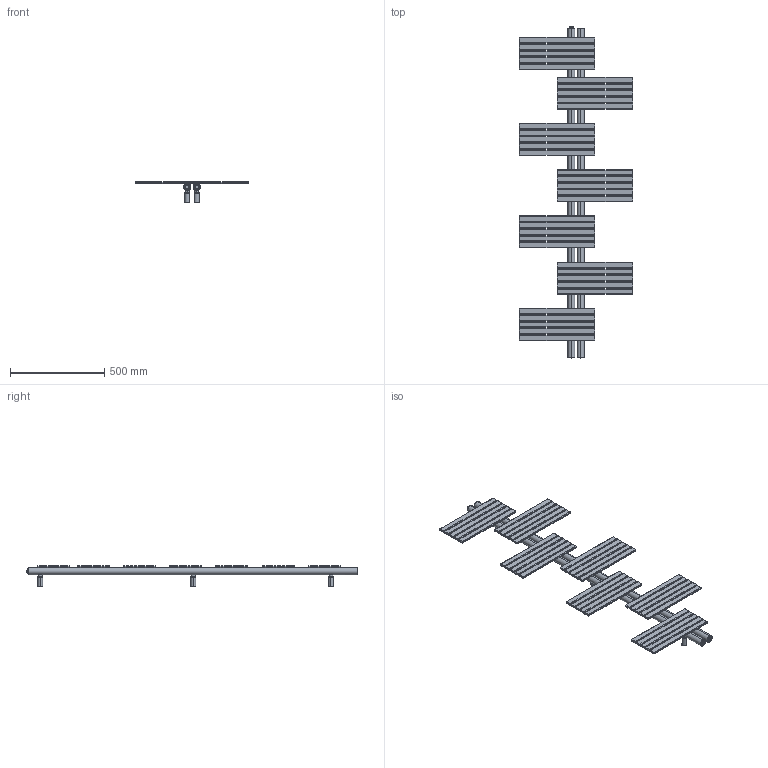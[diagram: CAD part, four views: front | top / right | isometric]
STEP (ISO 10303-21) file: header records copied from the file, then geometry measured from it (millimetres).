
FILE_DESCRIPTION((''),'2;1');
FILE_NAME('3551730130013_3D_SITO_ASM','2022-11-02T11:05:41',('PC132'),(''),'CREO PARAMETRIC BY PTC INC, 2022124','CREO PARAMETRIC BY PTC INC, 2022124','');
FILE_SCHEMA(('AUTOMOTIVE_DESIGN { 1 0 10303 214 1 1 1 1 }'));
Length unit declared in the file: millimetre
Products named in the file (3): 3551730130013_3D_SITO; 1041001240013; 3551730130013_3D_SITO_ASM
Assembly tree (2 placements, depth 2):
  3551730130013_3D_SITO_ASM
    3551730130013_3D_SITO
    1041001240013
Bounding box: 600 x 1758 x 109 mm (x, y, z)
Volume: 8179883.2 mm3; surface area: 1522398.4 mm2
Topology: 38 solids, 39 shells, 1088 faces, 2354 edges, 1352 vertices
Faces by surface type: cylinder 480, bspline 290, plane 258, torus 48, cone 8, sphere 4
Entity records: 45524 total; most frequent: CARTESIAN_POINT 10730, DIRECTION 5496, ORIENTED_EDGE 4708, PRESENTATION_STYLE_ASSIGNMENT 2625, STYLED_ITEM 2556, CURVE_STYLE 2518, EDGE_CURVE 2354, AXIS2_PLACEMENT_3D 2181
